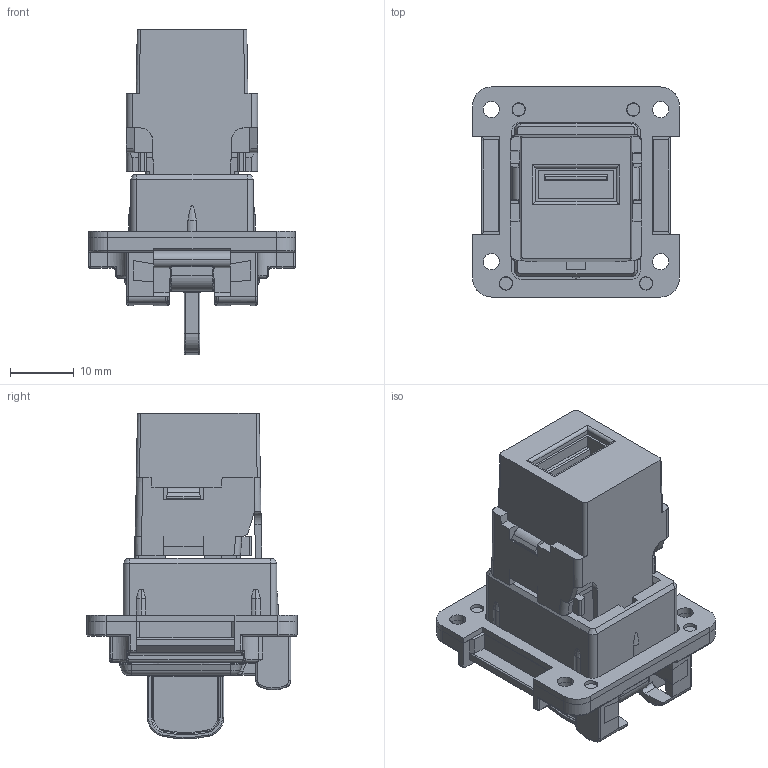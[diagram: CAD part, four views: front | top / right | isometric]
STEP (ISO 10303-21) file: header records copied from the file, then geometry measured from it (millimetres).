
FILE_DESCRIPTION(('CATIA V5 STEP Exchange','CAx-IF Rec.Pracs.--- Model Styling and Organization---1.4--- 2014-01-23'),'2;1');
FILE_NAME ('032846-2_0', '2022-06-15T08:31:52+00:00', ('none'), ('Weidmueller'), 'CATIA Version 5-6 Release 2016 SP3 HF44', 'CATIA V5 STEP AP214', 'none');
FILE_SCHEMA(('AUTOMOTIVE_DESIGN { 1 0 10303 214 1 1 1 1 }'));
Length unit declared in the file: millimetre
Products named in the file (1): 8892670000
Bounding box: 32.5 x 33 x 51.15 mm (x, y, z)
Volume: 13890.9 mm3; surface area: 15062.1 mm2
Topology: 6 solids, 11 shells, 935 faces, 2590 edges, 1657 vertices
Faces by surface type: plane 487, cylinder 239, torus 95, bspline 57, cone 41, sphere 16
Entity records: 33745 total; most frequent: CARTESIAN_POINT 11280, ORIENTED_EDGE 5148, DIRECTION 3809, EDGE_CURVE 2574, VERTEX_POINT 1657, VECTOR 1552, LINE 1552, AXIS2_PLACEMENT_3D 1381
